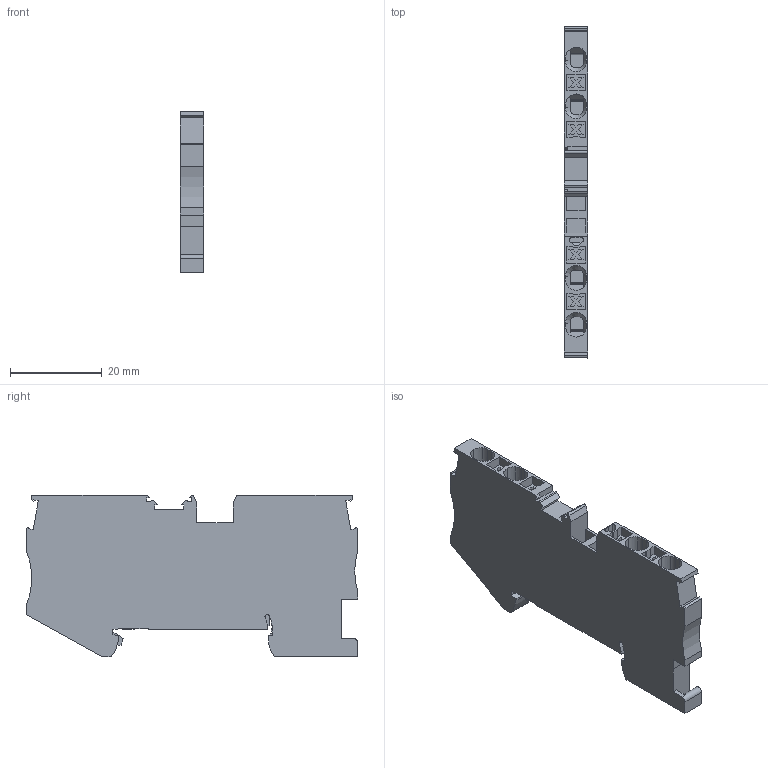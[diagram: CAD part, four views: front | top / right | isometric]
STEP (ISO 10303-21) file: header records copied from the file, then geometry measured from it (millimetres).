
FILE_DESCRIPTION(('Creo Elements/Direct Modeling STEP Export'),'2;1');
FILE_NAME('model.stp','2024-03-13T15:07:43',(''),(''),'Creo Elements/Direct Modeling STEP processor for AP214 (Solid Model)','Creo Elements/Direct Modeling 20.1D 10-Oct-2020 (C) Parametric Technology GmbH','');
FILE_SCHEMA(('AUTOMOTIVE_DESIGN { 1 0 10303 214 1 1 1 1 }'));
Length unit declared in the file: millimetre
Products named in the file (2): XT_2.5-QUATTRO_PE-select
Assembly tree (1 placements, depth 2):
  XT_2.5-QUATTRO_PE-select
    XT_2.5-QUATTRO_PE-select
Bounding box: 5.15 x 72.2 x 35.25 mm (x, y, z)
Volume: 9491.7 mm3; surface area: 7028.2 mm2
Topology: 1 solids, 1 shells, 330 faces, 950 edges, 635 vertices
Faces by surface type: plane 258, cylinder 64, extrusion 4, cone 4
Entity records: 15145 total; most frequent: CARTESIAN_POINT 3820, ORIENTED_EDGE 1900, DIRECTION 1627, EDGE_CURVE 950, VECTOR 753, LINE 749, VERTEX_POINT 635, AXIS2_PLACEMENT_3D 437
